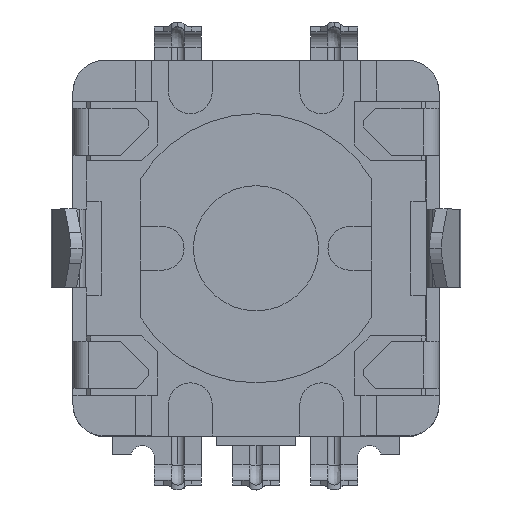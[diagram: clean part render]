
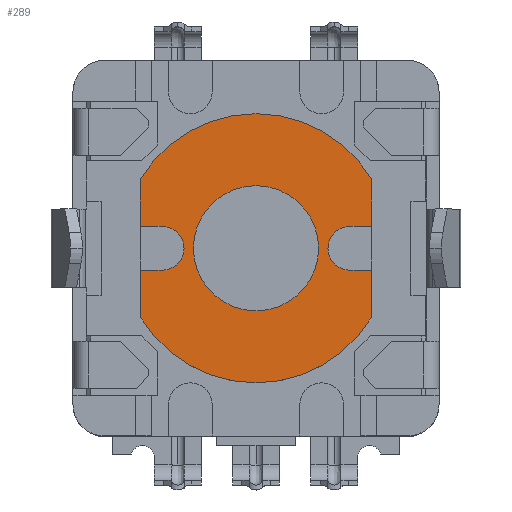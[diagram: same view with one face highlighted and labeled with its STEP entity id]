
A CAD part, top view. The second image highlights one B-rep face of the part: STEP entity #289.
In plain terms, the highlighted planar face has unit normal (0, 0, 1).
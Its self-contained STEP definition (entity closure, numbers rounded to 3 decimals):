
#289=ADVANCED_FACE('',(#994,#995),#996,.T.);
#994=FACE_OUTER_BOUND('',#2021,.T.);
#995=FACE_BOUND('',#2022,.T.);
#996=PLANE('',#2023);
#2021=EDGE_LOOP('',(#4535,#4536,#4537,#4538,#4539,#4540,#4541,#4542,#4543,#4544,#4545,#4546,#4547,#4548));
#2022=EDGE_LOOP('',(#4549,#4550));
#2023=AXIS2_PLACEMENT_3D('',#4551,#4552,#4553);
#4535=ORIENTED_EDGE('',*,*,#7402,.T.);
#4536=ORIENTED_EDGE('',*,*,#7217,.T.);
#4537=ORIENTED_EDGE('',*,*,#6693,.T.);
#4538=ORIENTED_EDGE('',*,*,#7404,.T.);
#4539=ORIENTED_EDGE('',*,*,#7405,.T.);
#4540=ORIENTED_EDGE('',*,*,#7406,.T.);
#4541=ORIENTED_EDGE('',*,*,#7407,.T.);
#4542=ORIENTED_EDGE('',*,*,#7399,.T.);
#4543=ORIENTED_EDGE('',*,*,#7210,.T.);
#4544=ORIENTED_EDGE('',*,*,#7215,.T.);
#4545=ORIENTED_EDGE('',*,*,#7396,.T.);
#4546=ORIENTED_EDGE('',*,*,#7408,.T.);
#4547=ORIENTED_EDGE('',*,*,#7409,.T.);
#4548=ORIENTED_EDGE('',*,*,#7410,.T.);
#4549=ORIENTED_EDGE('',*,*,#7220,.T.);
#4550=ORIENTED_EDGE('',*,*,#7222,.T.);
#4551=CARTESIAN_POINT('',(-3.7,-4.352,-0.15));
#4552=DIRECTION('',(0.0,0.0,1.0));
#4553=DIRECTION('',(1.0,0.0,0.0));
#6693=EDGE_CURVE('',#7933,#7937,#7939,.T.);
#7210=EDGE_CURVE('',#8838,#8839,#8840,.T.);
#7215=EDGE_CURVE('',#8839,#8847,#8849,.T.);
#7217=EDGE_CURVE('',#8851,#7933,#8852,.T.);
#7220=EDGE_CURVE('',#8856,#8854,#8857,.T.);
#7222=EDGE_CURVE('',#8854,#8856,#8859,.T.);
#7396=EDGE_CURVE('',#8847,#9141,#9143,.T.);
#7399=EDGE_CURVE('',#9144,#8838,#9148,.T.);
#7402=EDGE_CURVE('',#9150,#8851,#9152,.T.);
#7404=EDGE_CURVE('',#7937,#9153,#9155,.T.);
#7405=EDGE_CURVE('',#9153,#9156,#9157,.T.);
#7406=EDGE_CURVE('',#9156,#9158,#9159,.T.);
#7407=EDGE_CURVE('',#9158,#9144,#9160,.T.);
#7408=EDGE_CURVE('',#9141,#9161,#9162,.T.);
#7409=EDGE_CURVE('',#9161,#9163,#9164,.T.);
#7410=EDGE_CURVE('',#9163,#9150,#9165,.T.);
#7933=VERTEX_POINT('',#9941);
#7937=VERTEX_POINT('',#9946);
#7939=CIRCLE('',#9949,0.7);
#8838=VERTEX_POINT('',#11430);
#8839=VERTEX_POINT('',#11431);
#8840=CIRCLE('',#11432,0.7);
#8847=VERTEX_POINT('',#11441);
#8849=CIRCLE('',#11444,0.7);
#8851=VERTEX_POINT('',#11446);
#8852=CIRCLE('',#11447,0.7);
#8854=VERTEX_POINT('',#11450);
#8856=VERTEX_POINT('',#11453);
#8857=CIRCLE('',#11454,2.0);
#8859=CIRCLE('',#11457,2.0);
#9141=VERTEX_POINT('',#11903);
#9143=LINE('',#11906,#11907);
#9144=VERTEX_POINT('',#11908);
#9148=LINE('',#11914,#11915);
#9150=VERTEX_POINT('',#11918);
#9152=LINE('',#11921,#11922);
#9153=VERTEX_POINT('',#11923);
#9155=LINE('',#11926,#11927);
#9156=VERTEX_POINT('',#11928);
#9157=LINE('',#11929,#11930);
#9158=VERTEX_POINT('',#11931);
#9159=CIRCLE('',#11932,4.3);
#9160=LINE('',#11933,#11934);
#9161=VERTEX_POINT('',#11935);
#9162=LINE('',#11936,#11937);
#9163=VERTEX_POINT('',#11938);
#9164=CIRCLE('',#11939,4.3);
#9165=LINE('',#11940,#11941);
#9941=CARTESIAN_POINT('',(2.3,0.,-0.15));
#9946=CARTESIAN_POINT('',(3.0,0.7,-0.15));
#9949=AXIS2_PLACEMENT_3D('',#13325,#13326,#13327);
#11430=CARTESIAN_POINT('',(-3.0,0.7,-0.15));
#11431=CARTESIAN_POINT('',(-2.3,0.,-0.15));
#11432=AXIS2_PLACEMENT_3D('',#13998,#13999,#14000);
#11441=CARTESIAN_POINT('',(-3.0,-0.7,-0.15));
#11444=AXIS2_PLACEMENT_3D('',#14007,#14008,#14009);
#11446=CARTESIAN_POINT('',(3.0,-0.7,-0.15));
#11447=AXIS2_PLACEMENT_3D('',#14013,#14014,#14015);
#11450=CARTESIAN_POINT('',(2.0,0.,-0.15));
#11453=CARTESIAN_POINT('',(-2.0,0.,-0.15));
#11454=AXIS2_PLACEMENT_3D('',#14018,#14019,#14020);
#11457=AXIS2_PLACEMENT_3D('',#14022,#14023,#14024);
#11903=CARTESIAN_POINT('',(-3.7,-0.7,-0.15));
#11906=CARTESIAN_POINT('',(0.0,-0.7,-0.15));
#11907=VECTOR('',#14234,1000.0);
#11908=CARTESIAN_POINT('',(-3.7,0.7,-0.15));
#11914=CARTESIAN_POINT('',(0.0,0.7,-0.15));
#11915=VECTOR('',#14237,1000.0);
#11918=CARTESIAN_POINT('',(3.7,-0.7,-0.15));
#11921=CARTESIAN_POINT('',(0.0,-0.7,-0.15));
#11922=VECTOR('',#14240,1000.0);
#11923=CARTESIAN_POINT('',(3.7,0.7,-0.15));
#11926=CARTESIAN_POINT('',(0.0,0.7,-0.15));
#11927=VECTOR('',#14242,1000.0);
#11928=CARTESIAN_POINT('',(3.7,2.191,-0.15));
#11929=CARTESIAN_POINT('',(3.7,0.0,-0.15));
#11930=VECTOR('',#14243,1000.0);
#11931=CARTESIAN_POINT('',(-3.7,2.191,-0.15));
#11932=AXIS2_PLACEMENT_3D('',#14244,#14245,#14246);
#11933=CARTESIAN_POINT('',(-3.7,0.0,-0.15));
#11934=VECTOR('',#14247,1000.0);
#11935=CARTESIAN_POINT('',(-3.7,-2.191,-0.15));
#11936=CARTESIAN_POINT('',(-3.7,0.0,-0.15));
#11937=VECTOR('',#14248,1000.0);
#11938=CARTESIAN_POINT('',(3.7,-2.191,-0.15));
#11939=AXIS2_PLACEMENT_3D('',#14249,#14250,#14251);
#11940=CARTESIAN_POINT('',(3.7,0.0,-0.15));
#11941=VECTOR('',#14252,1000.0);
#13325=CARTESIAN_POINT('',(3.0,0.0,-0.15));
#13326=DIRECTION('',(0.0,0.0,-1.0));
#13327=DIRECTION('',(1.0,0.0,0.0));
#13998=CARTESIAN_POINT('',(-3.0,0.0,-0.15));
#13999=DIRECTION('',(0.0,0.0,-1.0));
#14000=DIRECTION('',(1.0,0.0,0.0));
#14007=CARTESIAN_POINT('',(-3.0,0.0,-0.15));
#14008=DIRECTION('',(0.0,0.0,-1.0));
#14009=DIRECTION('',(1.0,0.0,0.0));
#14013=CARTESIAN_POINT('',(3.0,0.0,-0.15));
#14014=DIRECTION('',(0.0,0.0,-1.0));
#14015=DIRECTION('',(1.0,0.0,0.0));
#14018=CARTESIAN_POINT('',(0.0,0.0,-0.15));
#14019=DIRECTION('',(0.0,0.0,-1.0));
#14020=DIRECTION('',(-1.0,0.0,0.0));
#14022=CARTESIAN_POINT('',(0.0,0.0,-0.15));
#14023=DIRECTION('',(0.0,0.0,-1.0));
#14024=DIRECTION('',(-1.0,0.0,0.0));
#14234=DIRECTION('',(-1.0,-0.0,-0.0));
#14237=DIRECTION('',(1.0,0.0,0.0));
#14240=DIRECTION('',(-1.0,-0.0,-0.0));
#14242=DIRECTION('',(1.0,0.0,0.0));
#14243=DIRECTION('',(-0.0,1.0,-0.0));
#14244=CARTESIAN_POINT('',(0.0,0.0,-0.15));
#14245=DIRECTION('',(0.0,0.0,1.0));
#14246=DIRECTION('',(-1.0,0.0,0.0));
#14247=DIRECTION('',(-0.0,-1.0,-0.0));
#14248=DIRECTION('',(-0.0,-1.0,-0.0));
#14249=CARTESIAN_POINT('',(0.0,0.0,-0.15));
#14250=DIRECTION('',(0.0,0.0,1.0));
#14251=DIRECTION('',(-1.0,0.0,0.0));
#14252=DIRECTION('',(-0.0,1.0,-0.0));
